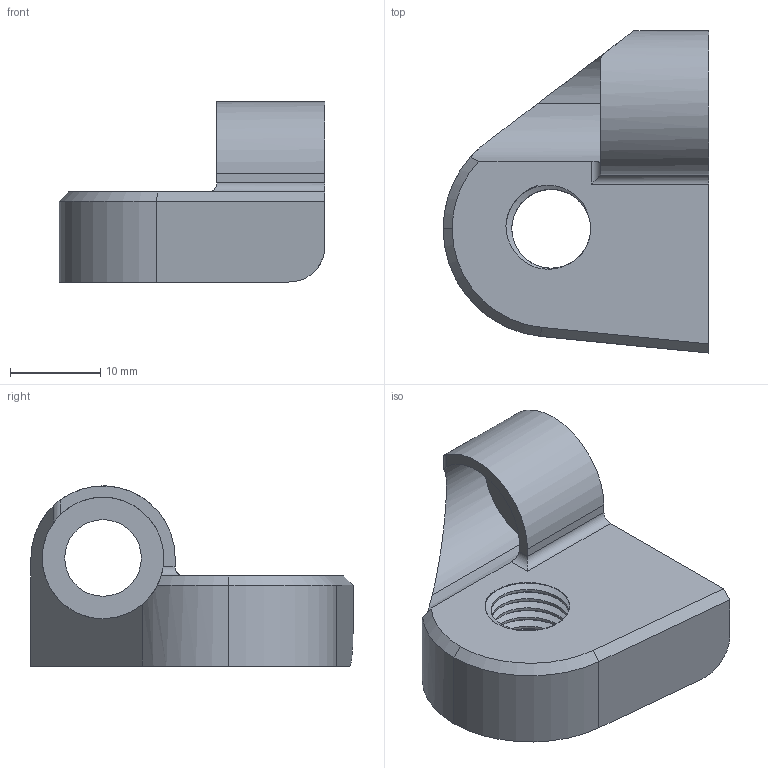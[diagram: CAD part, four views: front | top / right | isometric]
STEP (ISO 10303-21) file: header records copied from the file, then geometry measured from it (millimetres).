
FILE_DESCRIPTION (( 'STEP AP214' ), '1' );
FILE_NAME ('Ecrou amortisseur.STEP', '2023-01-20T21:40:47', ( '' ), ( '' ), 'SwSTEP 2.0', 'SolidWorks 2023', '' );
FILE_SCHEMA (( 'AUTOMOTIVE_DESIGN' ));
Length unit declared in the file: millimetre
Products named in the file (1): Ecrou amortisseur
Bounding box: 29.5 x 35.75 x 20 mm (x, y, z)
Volume: 7183.1 mm3; surface area: 3718.8 mm2
Topology: 1 solids, 1 shells, 44 faces, 123 edges, 81 vertices
Faces by surface type: cylinder 29, plane 10, bspline 3, cone 2
Entity records: 5077 total; most frequent: CARTESIAN_POINT 4030, ORIENTED_EDGE 246, DIRECTION 177, EDGE_CURVE 123, VERTEX_POINT 81, AXIS2_PLACEMENT_3D 64, VECTOR 49, LINE 49
